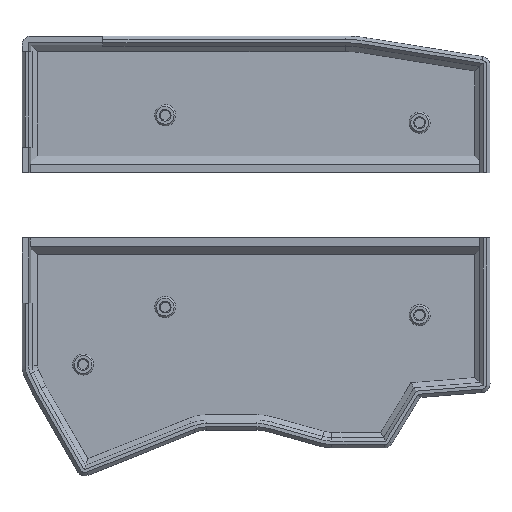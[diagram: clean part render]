
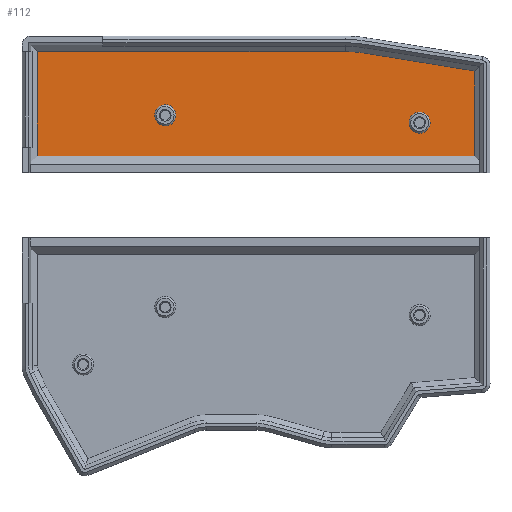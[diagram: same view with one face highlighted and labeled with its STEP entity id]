
A CAD part, top view. The second image highlights one B-rep face of the part: STEP entity #112.
In plain terms, the highlighted planar face has unit normal (0, 0, 1).
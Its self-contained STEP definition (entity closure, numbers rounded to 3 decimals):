
#22=FACE_BOUND('',#617,.T.);
#23=FACE_BOUND('',#618,.T.);
#112=ADVANCED_FACE('',(#362,#22,#23),#3753,.T.);
#362=FACE_OUTER_BOUND('',#616,.T.);
#616=EDGE_LOOP('',(#1184,#1185,#1186,#1187,#1188,#1189));
#617=EDGE_LOOP('',(#1190));
#618=EDGE_LOOP('',(#1191));
#1184=ORIENTED_EDGE('',*,*,#2178,.T.);
#1185=ORIENTED_EDGE('',*,*,#2175,.T.);
#1186=ORIENTED_EDGE('',*,*,#2171,.F.);
#1187=ORIENTED_EDGE('',*,*,#2173,.F.);
#1188=ORIENTED_EDGE('',*,*,#2193,.F.);
#1189=ORIENTED_EDGE('',*,*,#2168,.F.);
#1190=ORIENTED_EDGE('',*,*,#2202,.F.);
#1191=ORIENTED_EDGE('',*,*,#2212,.F.);
#2168=EDGE_CURVE('',#3339,#3344,#2861,.T.);
#2171=EDGE_CURVE('',#3343,#3341,#2864,.T.);
#2173=EDGE_CURVE('',#3342,#3343,#2866,.T.);
#2175=EDGE_CURVE('',#3340,#3341,#2868,.T.);
#2178=EDGE_CURVE('',#3339,#3340,#2871,.T.);
#2193=EDGE_CURVE('',#3344,#3342,#2886,.T.);
#2202=EDGE_CURVE('',#3354,#3354,#2646,.T.);
#2212=EDGE_CURVE('',#3360,#3360,#2654,.T.);
#2646=(
BOUNDED_CURVE()
B_SPLINE_CURVE(2,(#5311,#5312,#5313,#5314,#5315,#5316,#5317,#5318,#5319),
 .UNSPECIFIED.,.T.,.F.)
B_SPLINE_CURVE_WITH_KNOTS((3,2,2,2,3),(0.,4.948,9.896,
14.844,19.792),.UNSPECIFIED.)
CURVE()
GEOMETRIC_REPRESENTATION_ITEM()
RATIONAL_B_SPLINE_CURVE((1.,0.707,1.,0.707,1.,0.707,
1.,0.707,1.))
REPRESENTATION_ITEM('')
);
#2654=(
BOUNDED_CURVE()
B_SPLINE_CURVE(2,(#5373,#5374,#5375,#5376,#5377,#5378,#5379,#5380,#5381),
 .UNSPECIFIED.,.T.,.F.)
B_SPLINE_CURVE_WITH_KNOTS((3,2,2,2,3),(0.,4.948,9.896,
14.844,19.792),.UNSPECIFIED.)
CURVE()
GEOMETRIC_REPRESENTATION_ITEM()
RATIONAL_B_SPLINE_CURVE((1.,0.707,1.,0.707,1.,0.707,
1.,0.707,1.))
REPRESENTATION_ITEM('')
);
#2861=B_SPLINE_CURVE_WITH_KNOTS('',1,(#5124,#5125),.UNSPECIFIED.,.F.,.F.,
(2,2),(1.45,26.986),.UNSPECIFIED.);
#2864=B_SPLINE_CURVE_WITH_KNOTS('',1,(#5140,#5141),.UNSPECIFIED.,.F.,.F.,
(2,2),(1.705,93.948),.UNSPECIFIED.);
#2866=B_SPLINE_CURVE_WITH_KNOTS('',1,(#5154,#5155),.UNSPECIFIED.,.F.,.F.,
(2,2),(2.,33.35),.UNSPECIFIED.);
#2868=B_SPLINE_CURVE_WITH_KNOTS('',3,(#5168,#5169,#5170,#5171,#5172,#5173,
#5174,#5175,#5176,#5177),.UNSPECIFIED.,.F.,.F.,(4,3,3,4),(-0.012,
0.,5.677,5.692),.UNSPECIFIED.);
#2871=B_SPLINE_CURVE_WITH_KNOTS('',1,(#5194,#5195),.UNSPECIFIED.,.F.,.F.,
(2,2),(1.45,34.928),.UNSPECIFIED.);
#2886=B_SPLINE_CURVE_WITH_KNOTS('',1,(#5258,#5259),.UNSPECIFIED.,.F.,.F.,
(2,2),(1.706,132.68),.UNSPECIFIED.);
#3339=VERTEX_POINT('',#4624);
#3340=VERTEX_POINT('',#4625);
#3341=VERTEX_POINT('',#4626);
#3342=VERTEX_POINT('',#4627);
#3343=VERTEX_POINT('',#4628);
#3344=VERTEX_POINT('',#4629);
#3354=VERTEX_POINT('',#4639);
#3360=VERTEX_POINT('',#4645);
#3753=PLANE('',#3948);
#3948=AXIS2_PLACEMENT_3D('',#4520,#4139,$);
#4139=DIRECTION('',(0.,0.,1.));
#4520=CARTESIAN_POINT('',(-68.75,21.965,1.5));
#4624=CARTESIAN_POINT('',(63.525,47.501,1.5));
#4625=CARTESIAN_POINT('',(30.479,52.858,1.5));
#4626=CARTESIAN_POINT('',(24.803,53.315,1.5));
#4627=CARTESIAN_POINT('',(-67.439,21.965,1.5));
#4628=CARTESIAN_POINT('',(-67.44,53.315,1.5));
#4629=CARTESIAN_POINT('',(63.534,21.965,1.5));
#4639=CARTESIAN_POINT('',(-25.997,34.218,1.5));
#4645=CARTESIAN_POINT('',(50.203,32.017,1.5));
#5124=CARTESIAN_POINT('',(63.525,47.501,1.5));
#5125=CARTESIAN_POINT('',(63.534,21.965,1.5));
#5140=CARTESIAN_POINT('',(-67.44,53.315,1.5));
#5141=CARTESIAN_POINT('',(24.803,53.315,1.5));
#5154=CARTESIAN_POINT('',(-67.439,21.965,1.5));
#5155=CARTESIAN_POINT('',(-67.44,53.315,1.5));
#5168=CARTESIAN_POINT('',(30.479,52.858,1.5));
#5169=CARTESIAN_POINT('',(30.476,52.859,1.5));
#5170=CARTESIAN_POINT('',(30.472,52.859,1.5));
#5171=CARTESIAN_POINT('',(30.468,52.86,1.5));
#5172=CARTESIAN_POINT('',(28.604,53.188,1.5));
#5173=CARTESIAN_POINT('',(26.71,53.341,1.5));
#5174=CARTESIAN_POINT('',(24.818,53.315,1.5));
#5175=CARTESIAN_POINT('',(24.813,53.315,1.5));
#5176=CARTESIAN_POINT('',(24.808,53.315,1.5));
#5177=CARTESIAN_POINT('',(24.803,53.315,1.5));
#5194=CARTESIAN_POINT('',(63.525,47.501,1.5));
#5195=CARTESIAN_POINT('',(30.479,52.858,1.5));
#5258=CARTESIAN_POINT('',(63.534,21.965,1.5));
#5259=CARTESIAN_POINT('',(-67.439,21.965,1.5));
#5311=CARTESIAN_POINT('',(-25.997,34.218,1.5));
#5312=CARTESIAN_POINT('',(-25.997,37.368,1.5));
#5313=CARTESIAN_POINT('',(-29.147,37.368,1.5));
#5314=CARTESIAN_POINT('',(-32.297,37.368,1.5));
#5315=CARTESIAN_POINT('',(-32.297,34.218,1.5));
#5316=CARTESIAN_POINT('',(-32.297,31.068,1.5));
#5317=CARTESIAN_POINT('',(-29.147,31.068,1.5));
#5318=CARTESIAN_POINT('',(-25.997,31.068,1.5));
#5319=CARTESIAN_POINT('',(-25.997,34.218,1.5));
#5373=CARTESIAN_POINT('',(50.203,32.017,1.5));
#5374=CARTESIAN_POINT('',(50.203,35.167,1.5));
#5375=CARTESIAN_POINT('',(47.053,35.167,1.5));
#5376=CARTESIAN_POINT('',(43.903,35.167,1.5));
#5377=CARTESIAN_POINT('',(43.903,32.017,1.5));
#5378=CARTESIAN_POINT('',(43.903,28.867,1.5));
#5379=CARTESIAN_POINT('',(47.053,28.867,1.5));
#5380=CARTESIAN_POINT('',(50.203,28.867,1.5));
#5381=CARTESIAN_POINT('',(50.203,32.017,1.5));
